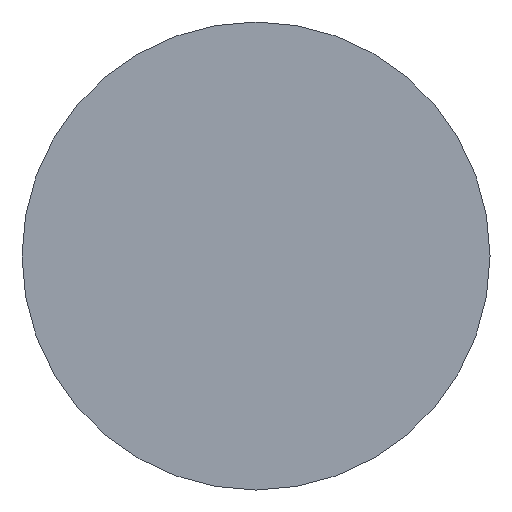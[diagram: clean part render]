
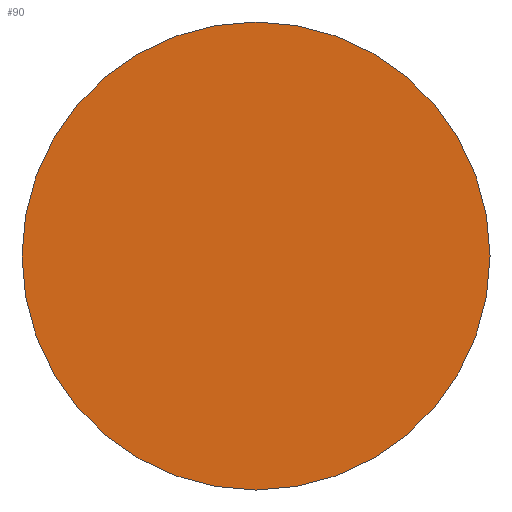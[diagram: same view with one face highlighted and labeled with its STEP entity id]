
A CAD part, front view. The second image highlights one B-rep face of the part: STEP entity #90.
In plain terms, the highlighted planar face has unit normal (0, -1, 0).
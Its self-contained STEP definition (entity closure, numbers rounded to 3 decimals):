
#19=PLANE('',#117);
#26=FACE_OUTER_BOUND('',#34,.T.);
#34=EDGE_LOOP('',(#79));
#44=CIRCLE('',#108,12.5);
#50=VERTEX_POINT('',#154);
#57=EDGE_CURVE('',#50,#50,#44,.T.);
#79=ORIENTED_EDGE('',*,*,#57,.T.);
#90=ADVANCED_FACE('',(#26),#19,.T.);
#108=AXIS2_PLACEMENT_3D('',#156,#126,#127);
#117=AXIS2_PLACEMENT_3D('',#171,#146,#147);
#126=DIRECTION('center_axis',(0.,-1.,0.));
#127=DIRECTION('ref_axis',(0.,0.,-1.));
#146=DIRECTION('center_axis',(0.,-1.,0.));
#147=DIRECTION('ref_axis',(0.,0.,-1.));
#154=CARTESIAN_POINT('',(0.,-5.,-12.5));
#156=CARTESIAN_POINT('Origin',(0.,-5.,0.));
#171=CARTESIAN_POINT('Origin',(0.,-5.,0.));
